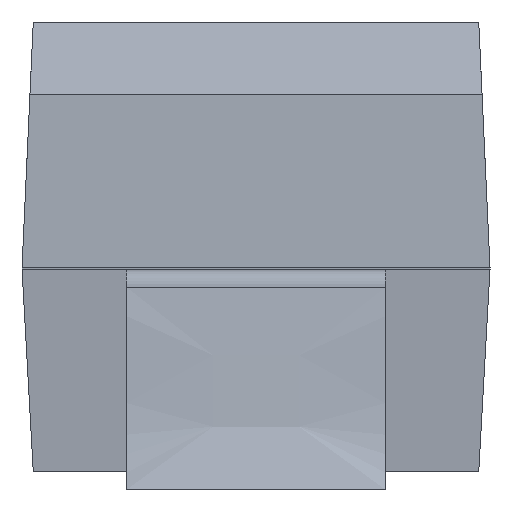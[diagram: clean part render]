
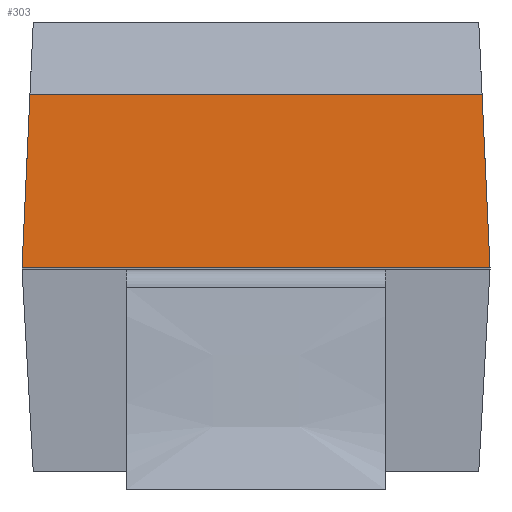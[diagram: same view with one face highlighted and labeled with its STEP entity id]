
A CAD part, left-side view. The second image highlights one B-rep face of the part: STEP entity #303.
In plain terms, the highlighted planar face has unit normal (-0.999, 0, 0.046).
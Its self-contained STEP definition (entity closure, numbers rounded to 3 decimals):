
#303=ADVANCED_FACE('',(#666),#668,.F.);
#666=FACE_BOUND('',#667,.T.);
#667=EDGE_LOOP('',(#1021,#1022,#1023,#1024));
#668=PLANE('',#669);
#669=AXIS2_PLACEMENT_3D('',#670,#671,#672);
#670=CARTESIAN_POINT('',(-2.389,-1.313,1.932));
#671=DIRECTION('',(0.999,0.,-0.046));
#672=DIRECTION('',(0.,1.,0.));
#1021=ORIENTED_EDGE('',*,*,#1259,.T.);
#1022=ORIENTED_EDGE('',*,*,#1260,.F.);
#1023=ORIENTED_EDGE('',*,*,#1261,.F.);
#1024=ORIENTED_EDGE('',*,*,#1262,.T.);
#1259=EDGE_CURVE('',#1374,#1375,#1376,.T.);
#1260=EDGE_CURVE('',#1377,#1375,#1378,.T.);
#1261=EDGE_CURVE('',#1379,#1377,#1380,.T.);
#1262=EDGE_CURVE('',#1379,#1374,#1381,.T.);
#1374=VERTEX_POINT('',#1563);
#1375=VERTEX_POINT('',#1564);
#1376=LINE('',#1565,#1566);
#1377=VERTEX_POINT('',#1568);
#1378=LINE('',#1569,#1570);
#1379=VERTEX_POINT('',#1572);
#1380=LINE('',#1573,#1574);
#1381=LINE('',#1576,#1577);
#1563=CARTESIAN_POINT('',(-2.375,-1.268,2.217));
#1564=CARTESIAN_POINT('',(-2.375,1.268,2.217));
#1565=CARTESIAN_POINT('',(-2.375,-1.268,2.217));
#1566=VECTOR('',#1567,1.);
#1567=DIRECTION('',(0.,1.,0.));
#1568=CARTESIAN_POINT('',(-2.42,1.313,1.244));
#1569=CARTESIAN_POINT('',(-2.42,1.313,1.244));
#1570=VECTOR('',#1571,1.);
#1571=DIRECTION('',(0.046,-0.046,0.998));
#1572=CARTESIAN_POINT('',(-2.42,-1.313,1.244));
#1573=CARTESIAN_POINT('',(-2.42,-1.313,1.244));
#1574=VECTOR('',#1575,1.);
#1575=DIRECTION('',(0.,1.,0.));
#1576=CARTESIAN_POINT('',(-2.42,-1.312,1.244));
#1577=VECTOR('',#1578,1.);
#1578=DIRECTION('',(0.046,0.046,0.998));
